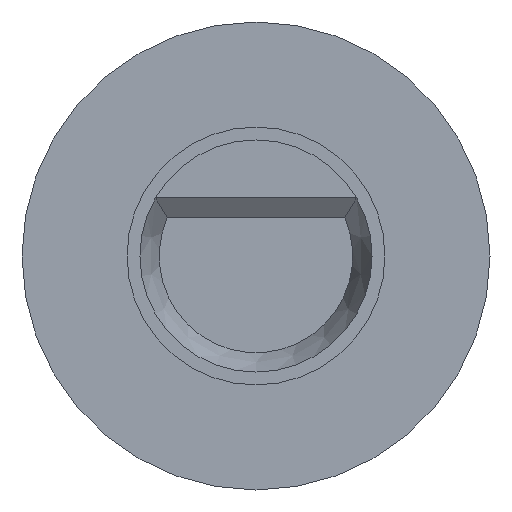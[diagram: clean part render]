
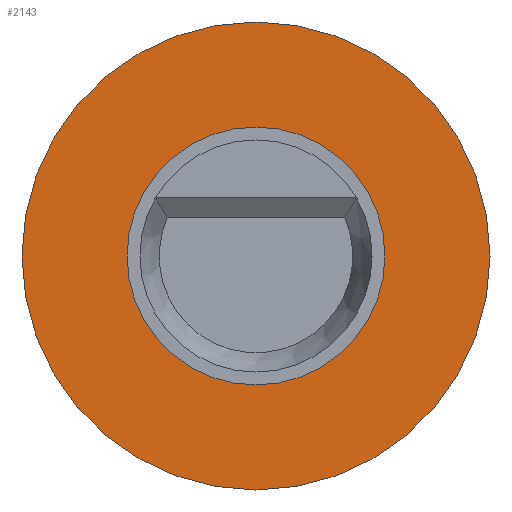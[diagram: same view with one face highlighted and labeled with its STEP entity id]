
A CAD part, front view. The second image highlights one B-rep face of the part: STEP entity #2143.
In plain terms, the highlighted planar face has unit normal (0, -1, 0).
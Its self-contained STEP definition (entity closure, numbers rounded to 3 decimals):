
#394=FACE_BOUND('',#547,.T.);
#398=PLANE('',#2301);
#407=FACE_OUTER_BOUND('',#546,.T.);
#546=EDGE_LOOP('',(#1406));
#547=EDGE_LOOP('',(#1407));
#709=CIRCLE('',#2290,3.5);
#714=CIRCLE('',#2299,6.35);
#793=VERTEX_POINT('',#2761);
#801=VERTEX_POINT('',#2783);
#1024=EDGE_CURVE('',#793,#793,#709,.T.);
#1034=EDGE_CURVE('',#801,#801,#714,.T.);
#1406=ORIENTED_EDGE('',*,*,#1034,.T.);
#1407=ORIENTED_EDGE('',*,*,#1024,.T.);
#2143=ADVANCED_FACE('',(#407,#394),#398,.T.);
#2290=AXIS2_PLACEMENT_3D('',#2762,#2444,#2445);
#2299=AXIS2_PLACEMENT_3D('',#2784,#2467,#2468);
#2301=AXIS2_PLACEMENT_3D('',#2788,#2472,#2473);
#2444=DIRECTION('center_axis',(0.,1.,0.));
#2445=DIRECTION('ref_axis',(1.,0.,0.));
#2467=DIRECTION('center_axis',(0.,-1.,0.));
#2468=DIRECTION('ref_axis',(0.,0.,
-1.));
#2472=DIRECTION('center_axis',(0.,-1.,0.));
#2473=DIRECTION('ref_axis',(0.,0.,-1.));
#2761=CARTESIAN_POINT('',(-3.5,-1.,0.));
#2762=CARTESIAN_POINT('Origin',(0.,-1.,0.));
#2783=CARTESIAN_POINT('',(0.,-1.,6.35));
#2784=CARTESIAN_POINT('Origin',(0.,-1.,
0.));
#2788=CARTESIAN_POINT('Origin',(0.,-1.,-6.35));
